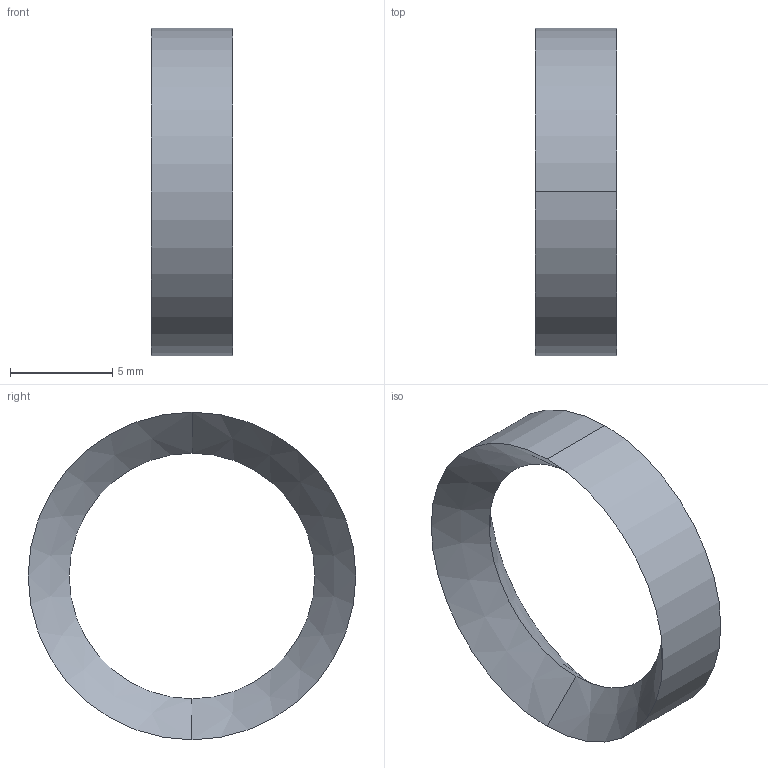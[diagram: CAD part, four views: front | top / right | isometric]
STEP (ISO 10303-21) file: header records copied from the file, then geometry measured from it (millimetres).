
FILE_DESCRIPTION (( 'STEP AP203' ), '1' );
FILE_NAME ('挡圈.ST', '2024-03-09T16:19:25', ( '' ), ( '' ), 'SwSTEP 2.0', 'SolidWorks 2022', '' );
FILE_SCHEMA (( 'CONFIG_CONTROL_DESIGN' ));
Length unit declared in the file: millimetre
Products named in the file (1): 挡圈è|¨¨|
Bounding box: 4 x 16 x 16 mm (x, y, z)
Volume: 184.3 mm3; surface area: 449.9 mm2
Topology: 1 solids, 1 shells, 6 faces, 12 edges, 6 vertices
Faces by surface type: cone 4, cylinder 2
Entity records: 235 total; most frequent: DIRECTION 32, CARTESIAN_POINT 25, ORIENTED_EDGE 24, AXIS2_PLACEMENT_3D 13, EDGE_CURVE 12, PERSON_AND_ORGANIZATION 8, VERTEX_POINT 6, ADVANCED_FACE 6
